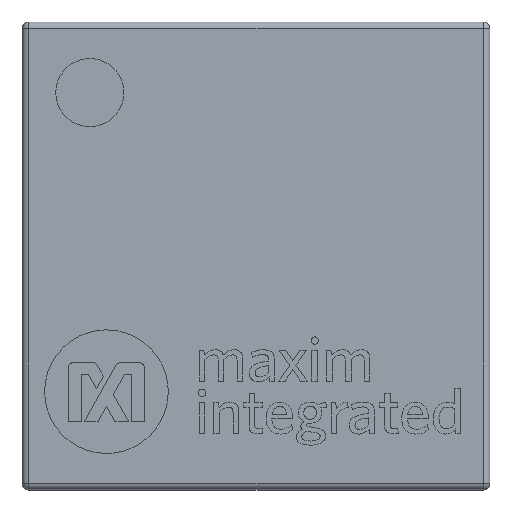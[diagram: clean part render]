
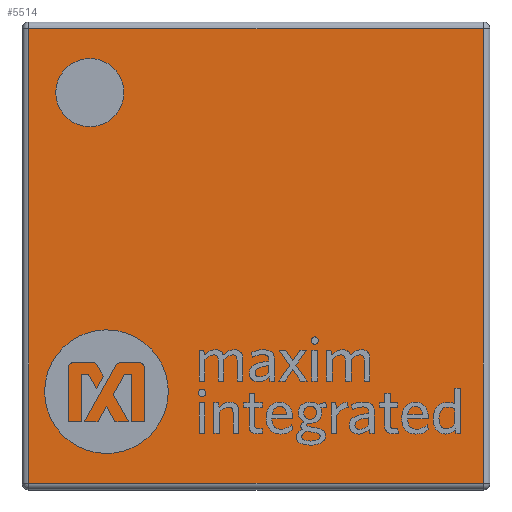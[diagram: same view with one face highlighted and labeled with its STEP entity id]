
A CAD part, top view. The second image highlights one B-rep face of the part: STEP entity #5514.
In plain terms, the highlighted planar face has unit normal (0, 0, 1).
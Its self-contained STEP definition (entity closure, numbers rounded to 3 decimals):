
#485=PLANE('',#6029);
#667=LINE('',#7503,#1197);
#669=LINE('',#7506,#1199);
#673=LINE('',#7512,#1203);
#677=LINE('',#7518,#1207);
#1197=VECTOR('',#6378,10.);
#1199=VECTOR('',#6382,10.);
#1203=VECTOR('',#6390,10.);
#1207=VECTOR('',#6398,10.);
#1754=FACE_OUTER_BOUND('',#2088,.T.);
#2088=EDGE_LOOP('',(#3932,#3933,#3934,#3935));
#2469=VERTEX_POINT('',#7430);
#2472=VERTEX_POINT('',#7437);
#2478=VERTEX_POINT('',#7451);
#2484=VERTEX_POINT('',#7468);
#3068=EDGE_CURVE('',#2478,#2484,#667,.T.);
#3070=EDGE_CURVE('',#2484,#2472,#669,.T.);
#3074=EDGE_CURVE('',#2469,#2478,#673,.T.);
#3078=EDGE_CURVE('',#2472,#2469,#677,.T.);
#3932=ORIENTED_EDGE('',*,*,#3068,.F.);
#3933=ORIENTED_EDGE('',*,*,#3074,.F.);
#3934=ORIENTED_EDGE('',*,*,#3078,.F.);
#3935=ORIENTED_EDGE('',*,*,#3070,.F.);
#5514=ADVANCED_FACE('',(#1754),#485,.T.);
#6029=AXIS2_PLACEMENT_3D('',#7525,#6410,#6411);
#6378=DIRECTION('',(0.,-1.,0.));
#6382=DIRECTION('',(-1.,0.,0.));
#6390=DIRECTION('',(1.,0.,0.));
#6398=DIRECTION('',(0.,1.,0.));
#6410=DIRECTION('center_axis',(0.,0.,1.));
#6411=DIRECTION('ref_axis',(1.,0.,0.));
#7430=CARTESIAN_POINT('',(-0.999,0.999,0.31));
#7437=CARTESIAN_POINT('',(-0.999,-0.999,0.31));
#7451=CARTESIAN_POINT('',(0.999,0.999,0.31));
#7468=CARTESIAN_POINT('',(0.999,-0.999,0.31));
#7503=CARTESIAN_POINT('',(0.999,-0.514,0.31));
#7506=CARTESIAN_POINT('',(-0.515,-0.999,0.31));
#7512=CARTESIAN_POINT('',(0.514,0.999,0.31));
#7518=CARTESIAN_POINT('',(-0.999,0.515,0.31));
#7525=CARTESIAN_POINT('Origin',(0.,0.,
0.31));
